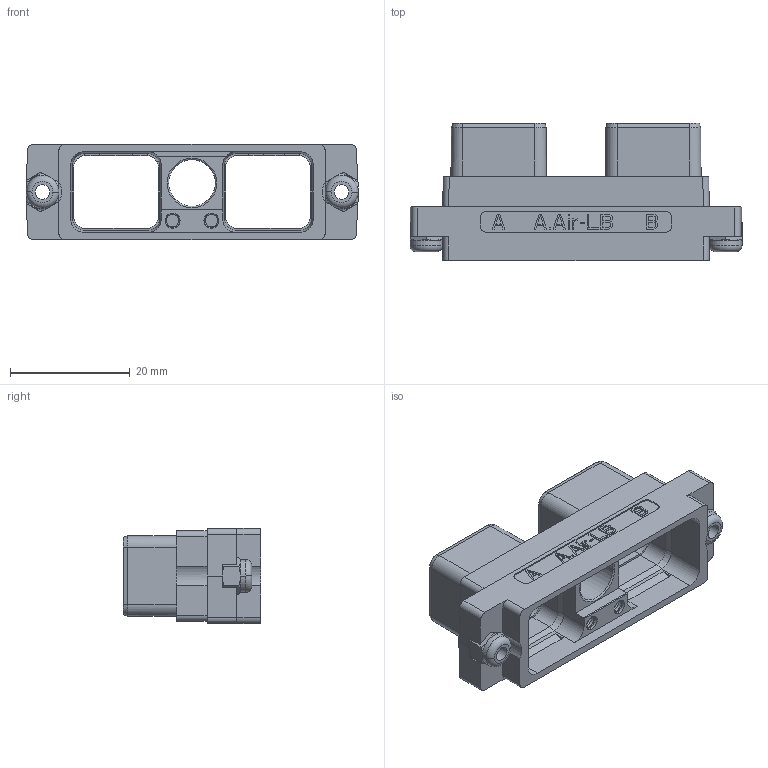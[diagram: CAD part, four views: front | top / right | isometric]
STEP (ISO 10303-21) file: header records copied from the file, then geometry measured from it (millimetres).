
FILE_DESCRIPTION((''),'2;1');
FILE_NAME('SIM2S43','2019-09-25T',('presta_be4'),(''),'PRO/ENGINEER BY PARAMETRIC TECHNOLOGY CORPORATION, 2014310','PRO/ENGINEER BY PARAMETRIC TECHNOLOGY CORPORATION, 2014310','');
FILE_SCHEMA(('CONFIG_CONTROL_DESIGN'));
Length unit declared in the file: millimetre
Products named in the file (1): SIM2S43
Bounding box: 55.5 x 22.96 x 15.9 mm (x, y, z)
Volume: 4820.5 mm3; surface area: 6612.8 mm2
Topology: 1 solids, 1 shells, 710 faces, 1884 edges, 1218 vertices
Faces by surface type: plane 546, cylinder 102, cone 32, bspline 20, torus 10
Entity records: 23626 total; most frequent: CARTESIAN_POINT 6113, ORIENTED_EDGE 3768, DIRECTION 3339, EDGE_CURVE 1884, VECTOR 1545, LINE 1545, VERTEX_POINT 1218, AXIS2_PLACEMENT_3D 897
